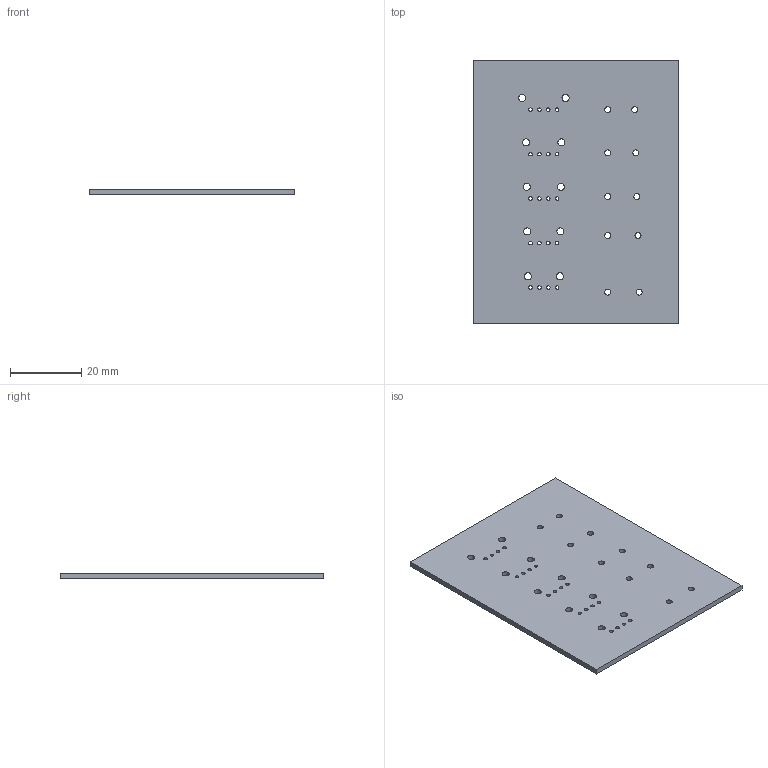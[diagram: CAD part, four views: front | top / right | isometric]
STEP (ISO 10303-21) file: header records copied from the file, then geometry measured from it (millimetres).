
FILE_DESCRIPTION( ( '' ), ' ' );
FILE_NAME( '55595835e4b06359faaa2cff.step', '2015-05-18T03:10:45', ( '' ), ( '' ), ' ', ' ', ' ' );
FILE_SCHEMA( ( 'AUTOMOTIVE_DESIGN { 1 0 10303 214 1 1 1 1 }' ) );
Length unit declared in the file: metre
Products named in the file (1): Part 1
Bounding box: 57.8 x 74.15 x 1.52 mm (x, y, z)
Volume: 6425.7 mm3; surface area: 9107.8 mm2
Topology: 1 solids, 1 shells, 46 faces, 147 edges, 103 vertices
Faces by surface type: cylinder 40, plane 6
Full cylindrical faces by diameter (mm): 1 x20, 1.7 x10, 2 x10
Entity records: 1531 total; most frequent: DIRECTION 266, CARTESIAN_POINT 227, ORIENTED_EDGE 184, EDGE_LOOP 166, AXIS2_PLACEMENT_3D 127, EDGE_CURVE 92, VERTEX_POINT 88, FACE_OUTER_BOUND 86
